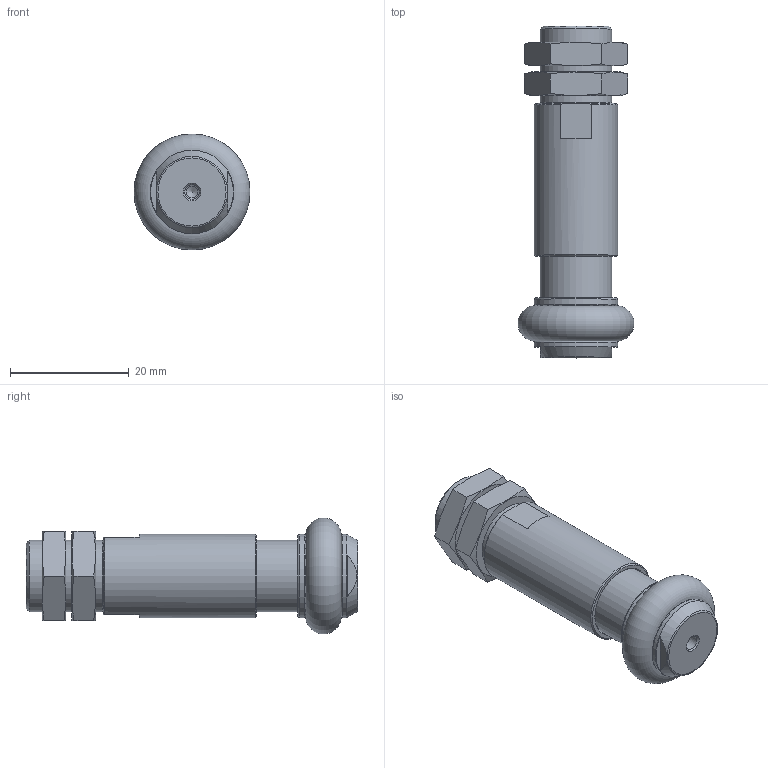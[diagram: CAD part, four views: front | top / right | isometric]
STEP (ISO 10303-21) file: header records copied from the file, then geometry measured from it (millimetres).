
FILE_DESCRIPTION(/* description */ ('STEP AP214'),/* implementation_level */ '2;1');
FILE_NAME(/* name */ '1320757_DHEB-14-E-D-S-L',/* time_stamp */ '2024-08-19T16:18:43+02:00',/* author */ ('License CC BY-ND 4.0'),/* organization */ ('CADENAS'),/* preprocessor_version */ 'ST-DEVELOPER v19.3',/* originating_system */ 'PARTsolutions',/* authorisation */ ' ');
FILE_SCHEMA (('AUTOMOTIVE_DESIGN {1 0 10303 214 3 1 1}'));
Length unit declared in the file: millimetre
Products named in the file (5): 1320757 DHEB-14-E-D-S-L---(AUS); 1364354 DHEB-14-E-D-S-L; 1364332 DHEB-14-E-D-S-L---(AUS); 1448935 DHAS-GB-B14-14-E---(MOD-AUS-D); 348987 SPZ-20 M12X1-4-15
Assembly tree (5 placements, depth 2):
  1320757 DHEB-14-E-D-S-L---(AUS)
    1364354 DHEB-14-E-D-S-L
    1364332 DHEB-14-E-D-S-L---(AUS)
    1448935 DHAS-GB-B14-14-E---(MOD-AUS-D)
    348987 SPZ-20 M12X1-4-15  x2
Bounding box: 19.5 x 55.8 x 19.5 mm (x, y, z)
Volume: 8207.3 mm3; surface area: 7042 mm2
Topology: 5 solids, 5 shells, 84 faces, 171 edges, 107 vertices
Faces by surface type: plane 38, cone 21, cylinder 18, torus 7
Full cylindrical faces by diameter (mm): 2 x2, 2.459 x1, 4 x2, 4.134 x1, 5.5 x4, 10.917 x2, 12 x3, 14 x3
Entity records: 1757 total; most frequent: CARTESIAN_POINT 325, DIRECTION 290, ORIENTED_EDGE 188, AXIS2_PLACEMENT_3D 137, FACE_BOUND 128, EDGE_LOOP 126, EDGE_CURVE 94, VERTEX_POINT 82
